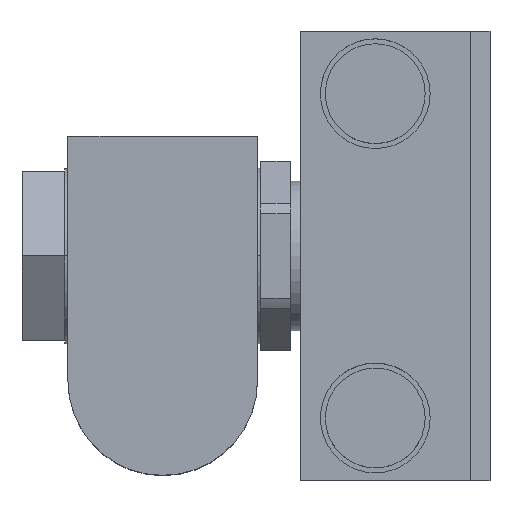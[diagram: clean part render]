
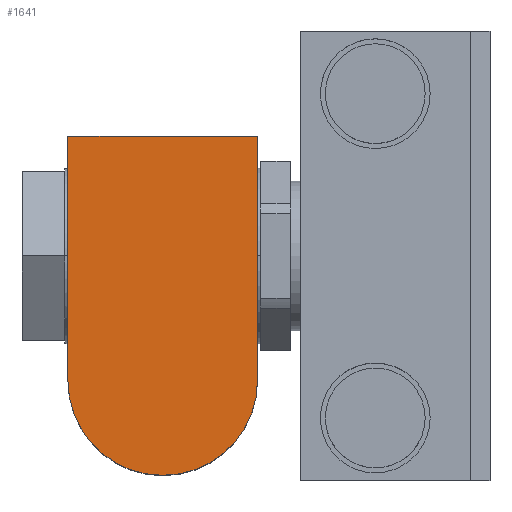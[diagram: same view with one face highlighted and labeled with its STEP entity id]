
A CAD part, top view. The second image highlights one B-rep face of the part: STEP entity #1641.
In plain terms, the highlighted planar face has unit normal (0, 0, 1).
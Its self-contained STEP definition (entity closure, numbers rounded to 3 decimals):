
#73 = DIRECTION ( 'NONE',  ( 0., 1., 0. ) ) ;
#146 = CARTESIAN_POINT ( 'NONE',  ( -51.8, 12., 11. ) ) ;
#349 = PLANE ( 'NONE',  #3867 ) ;
#369 = FACE_OUTER_BOUND ( 'NONE', #1514, .T. ) ;
#387 = CARTESIAN_POINT ( 'NONE',  ( -32.8, 12., 11. ) ) ;
#413 = LINE ( 'NONE', #3046, #4443 ) ;
#450 = VERTEX_POINT ( 'NONE', #1365 ) ;
#484 = AXIS2_PLACEMENT_3D ( 'NONE', #3166, #1555, #73 ) ;
#643 = AXIS2_PLACEMENT_3D ( 'NONE', #1480, #1116, #3314 ) ;
#680 = EDGE_CURVE ( 'NONE', #1559, #949, #4507, .T. ) ;
#793 = EDGE_CURVE ( 'NONE', #949, #450, #3384, .T. ) ;
#851 = CARTESIAN_POINT ( 'NONE',  ( -51.8, 12., 11. ) ) ;
#917 = VERTEX_POINT ( 'NONE', #4032 ) ;
#949 = VERTEX_POINT ( 'NONE', #3235 ) ;
#974 = VERTEX_POINT ( 'NONE', #146 ) ;
#1116 = DIRECTION ( 'NONE',  ( 0., 0., 1. ) ) ;
#1365 = CARTESIAN_POINT ( 'NONE',  ( -32.8, -12.5, 11. ) ) ;
#1480 = CARTESIAN_POINT ( 'NONE',  ( -42.3, -12.5, 11. ) ) ;
#1514 = EDGE_LOOP ( 'NONE', ( #2029, #3594, #4789, #3649, #4450 ) ) ;
#1555 = DIRECTION ( 'NONE',  ( 0., 0., 1. ) ) ;
#1559 = VERTEX_POINT ( 'NONE', #4079 ) ;
#1641 = ADVANCED_FACE ( 'NONE', ( #369 ), #349, .F. ) ;
#1917 = DIRECTION ( 'NONE',  ( 0., 0., -1. ) ) ;
#1932 = DIRECTION ( 'NONE',  ( 0., -1., 0. ) ) ;
#1985 = EDGE_CURVE ( 'NONE', #917, #450, #413, .T. ) ;
#2029 = ORIENTED_EDGE ( 'NONE', *, *, #3175, .T. ) ;
#2171 = DIRECTION ( 'NONE',  ( -1., 0., 0. ) ) ;
#2728 = DIRECTION ( 'NONE',  ( -1., 0., 0. ) ) ;
#2733 = LINE ( 'NONE', #3654, #4914 ) ;
#2755 = EDGE_CURVE ( 'NONE', #917, #974, #2733, .T. ) ;
#3046 = CARTESIAN_POINT ( 'NONE',  ( -32.8, -22., 11. ) ) ;
#3166 = CARTESIAN_POINT ( 'NONE',  ( -42.3, -12.5, 11. ) ) ;
#3175 = EDGE_CURVE ( 'NONE', #974, #1559, #3203, .T. ) ;
#3203 = LINE ( 'NONE', #851, #4030 ) ;
#3235 = CARTESIAN_POINT ( 'NONE',  ( -42.3, -22., 11. ) ) ;
#3314 = DIRECTION ( 'NONE',  ( 0., 1., 0. ) ) ;
#3384 = CIRCLE ( 'NONE', #484, 9.5 ) ;
#3594 = ORIENTED_EDGE ( 'NONE', *, *, #680, .T. ) ;
#3649 = ORIENTED_EDGE ( 'NONE', *, *, #1985, .F. ) ;
#3654 = CARTESIAN_POINT ( 'NONE',  ( -32.8, 12., 11. ) ) ;
#3867 = AXIS2_PLACEMENT_3D ( 'NONE', #387, #1917, #2728 ) ;
#3975 = DIRECTION ( 'NONE',  ( 0., -1., 0. ) ) ;
#4030 = VECTOR ( 'NONE', #3975, 1000. ) ;
#4032 = CARTESIAN_POINT ( 'NONE',  ( -32.8, 12., 11. ) ) ;
#4079 = CARTESIAN_POINT ( 'NONE',  ( -51.8, -12.5, 11. ) ) ;
#4443 = VECTOR ( 'NONE', #1932, 1000. ) ;
#4450 = ORIENTED_EDGE ( 'NONE', *, *, #2755, .T. ) ;
#4507 = CIRCLE ( 'NONE', #643, 9.5 ) ;
#4789 = ORIENTED_EDGE ( 'NONE', *, *, #793, .T. ) ;
#4914 = VECTOR ( 'NONE', #2171, 1000. ) ;
